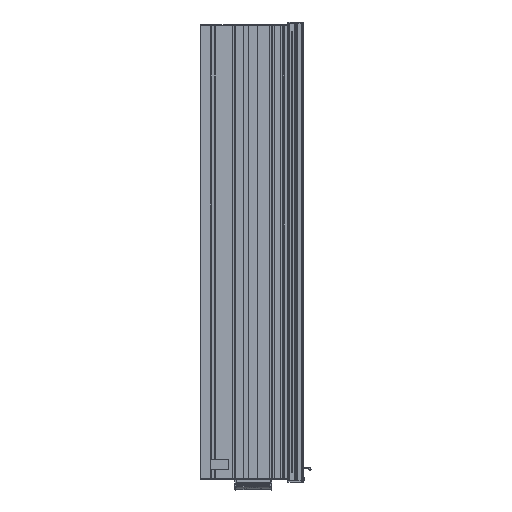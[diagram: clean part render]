
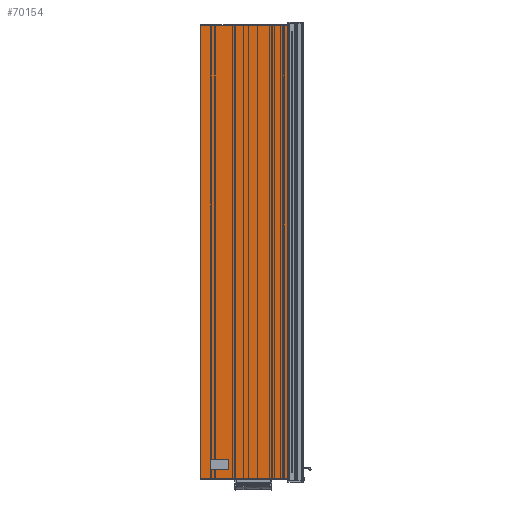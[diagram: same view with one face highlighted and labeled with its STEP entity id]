
A CAD part, left-side view. The second image highlights one B-rep face of the part: STEP entity #70154.
In plain terms, the highlighted planar face has unit normal (-1, 0, 0).
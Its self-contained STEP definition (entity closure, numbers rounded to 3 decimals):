
#9235=FACE_OUTER_BOUND('',#13173,.T.);
#13173=EDGE_LOOP('',(#61326,#61327,#61328,#61329));
#19165=LINE('',#119813,#25766);
#19171=LINE('',#119825,#25772);
#19174=LINE('',#119830,#25775);
#19175=LINE('',#119832,#25776);
#25766=VECTOR('',#95604,739.);
#25772=VECTOR('',#95612,739.);
#25775=VECTOR('',#95619,141.);
#25776=VECTOR('',#95622,141.);
#32582=VERTEX_POINT('',#119810);
#32583=VERTEX_POINT('',#119812);
#32585=VERTEX_POINT('',#119818);
#32588=VERTEX_POINT('',#119823);
#42376=EDGE_CURVE('',#32582,#32583,#19165,.T.);
#42382=EDGE_CURVE('',#32588,#32585,#19171,.T.);
#42385=EDGE_CURVE('',#32583,#32588,#19174,.T.);
#42386=EDGE_CURVE('',#32582,#32585,#19175,.T.);
#61326=ORIENTED_EDGE('',*,*,#42386,.T.);
#61327=ORIENTED_EDGE('',*,*,#42382,.F.);
#61328=ORIENTED_EDGE('',*,*,#42385,.F.);
#61329=ORIENTED_EDGE('',*,*,#42376,.F.);
#66719=PLANE('',#76904);
#70154=ADVANCED_FACE('',(#9235),#66719,.F.);
#76904=AXIS2_PLACEMENT_3D('',#119831,#95620,#95621);
#95604=DIRECTION('',(0.,0.,-1.));
#95612=DIRECTION('',(0.,0.,1.));
#95619=DIRECTION('',(0.,1.,0.));
#95620=DIRECTION('center_axis',(1.,0.,0.));
#95621=DIRECTION('ref_axis',(0.,1.,0.));
#95622=DIRECTION('',(0.,1.,0.));
#119810=CARTESIAN_POINT('',(1.,25.95,744.5));
#119812=CARTESIAN_POINT('',(1.,25.95,5.5));
#119813=CARTESIAN_POINT('',(1.,25.95,375.5));
#119818=CARTESIAN_POINT('',(1.,166.95,744.5));
#119823=CARTESIAN_POINT('',(1.,166.95,5.5));
#119825=CARTESIAN_POINT('',(1.,166.95,375.5));
#119830=CARTESIAN_POINT('',(1.,96.45,5.5));
#119831=CARTESIAN_POINT('Origin',(1.,96.45,375.5));
#119832=CARTESIAN_POINT('',(1.,96.45,744.5));
